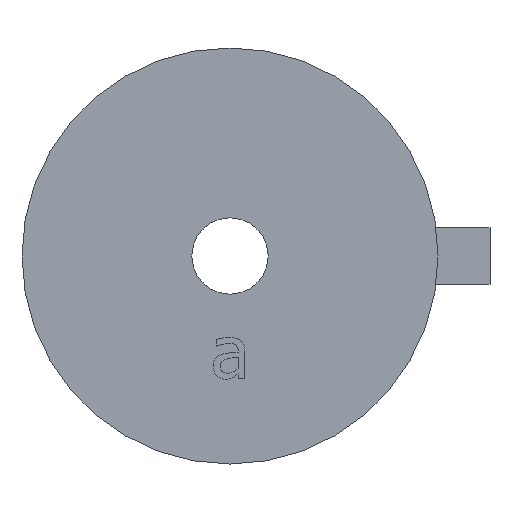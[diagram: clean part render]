
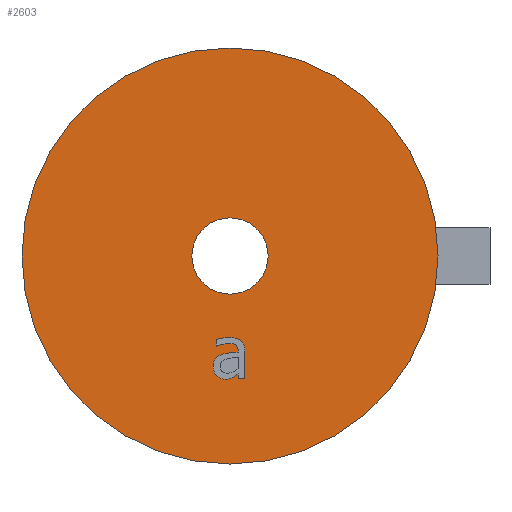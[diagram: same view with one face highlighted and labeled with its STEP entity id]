
A CAD part, front view. The second image highlights one B-rep face of the part: STEP entity #2603.
In plain terms, the highlighted planar face has unit normal (0, -1, 0).
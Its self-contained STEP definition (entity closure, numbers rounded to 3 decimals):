
#114=CIRCLE('',#2767,24.);
#115=CIRCLE('',#2768,4.4);
#253=FACE_BOUND('',#494,.T.);
#254=FACE_BOUND('',#495,.T.);
#329=FACE_OUTER_BOUND('',#493,.T.);
#493=EDGE_LOOP('',(#1968));
#494=EDGE_LOOP('',(#1969));
#495=EDGE_LOOP('',(#1970,#1971,#1972,#1973,#1974,#1975,#1976,#1977,#1978,
#1979,#1980,#1981,#1982,#1983,#1984,#1985,#1986,#1987));
#653=B_SPLINE_CURVE_WITH_KNOTS('',2,(#4187,#4188,#4189,#4190),
 .UNSPECIFIED.,.F.,.F.,(3,1,3),(0.,1.,2.),.UNSPECIFIED.);
#654=B_SPLINE_CURVE_WITH_KNOTS('',2,(#4201,#4202,#4203,#4204),
 .UNSPECIFIED.,.F.,.F.,(3,1,3),(0.,1.,2.),.UNSPECIFIED.);
#655=B_SPLINE_CURVE_WITH_KNOTS('',2,(#4215,#4216,#4217,#4218),
 .UNSPECIFIED.,.F.,.F.,(3,1,3),(0.,1.,2.),.UNSPECIFIED.);
#656=B_SPLINE_CURVE_WITH_KNOTS('',2,(#4241,#4242,#4243,#4244),
 .UNSPECIFIED.,.F.,.F.,(3,1,3),(0.,1.,2.),.UNSPECIFIED.);
#657=B_SPLINE_CURVE_WITH_KNOTS('',2,(#4255,#4256,#4257,#4258),
 .UNSPECIFIED.,.F.,.F.,(3,1,3),(0.,1.,2.),.UNSPECIFIED.);
#659=B_SPLINE_CURVE_WITH_KNOTS('',2,(#4285,#4286,#4287,#4288),
 .UNSPECIFIED.,.F.,.F.,(3,1,3),(0.,1.,2.),.UNSPECIFIED.);
#660=B_SPLINE_CURVE_WITH_KNOTS('',2,(#4299,#4300,#4301,#4302),
 .UNSPECIFIED.,.F.,.F.,(3,1,3),(0.,1.,2.),.UNSPECIFIED.);
#661=B_SPLINE_CURVE_WITH_KNOTS('',2,(#4313,#4314,#4315,#4316),
 .UNSPECIFIED.,.F.,.F.,(3,1,3),(0.,1.,2.),.UNSPECIFIED.);
#662=B_SPLINE_CURVE_WITH_KNOTS('',2,(#4327,#4328,#4329,#4330),
 .UNSPECIFIED.,.F.,.F.,(3,1,3),(0.,1.,2.),.UNSPECIFIED.);
#663=B_SPLINE_CURVE_WITH_KNOTS('',2,(#4345,#4346,#4347,#4348),
 .UNSPECIFIED.,.F.,.F.,(3,1,3),(0.,1.,2.),.UNSPECIFIED.);
#664=B_SPLINE_CURVE_WITH_KNOTS('',2,(#4359,#4360,#4361,#4362),
 .UNSPECIFIED.,.F.,.F.,(3,1,3),(0.,1.,2.),.UNSPECIFIED.);
#665=B_SPLINE_CURVE_WITH_KNOTS('',2,(#4373,#4374,#4375,#4376),
 .UNSPECIFIED.,.F.,.F.,(3,1,3),(0.,1.,2.),.UNSPECIFIED.);
#812=LINE('',#4175,#935);
#818=LINE('',#4222,#941);
#820=LINE('',#4226,#943);
#822=LINE('',#4230,#945);
#832=LINE('',#4334,#955);
#837=LINE('',#4379,#960);
#935=VECTOR('',#3084,10.);
#941=VECTOR('',#3092,10.);
#943=VECTOR('',#3096,10.);
#945=VECTOR('',#3100,10.);
#955=VECTOR('',#3114,10.);
#960=VECTOR('',#3121,10.);
#1091=VERTEX_POINT('',#4173);
#1092=VERTEX_POINT('',#4174);
#1093=VERTEX_POINT('',#4186);
#1094=VERTEX_POINT('',#4200);
#1095=VERTEX_POINT('',#4214);
#1096=VERTEX_POINT('',#4221);
#1097=VERTEX_POINT('',#4225);
#1098=VERTEX_POINT('',#4229);
#1099=VERTEX_POINT('',#4240);
#1100=VERTEX_POINT('',#4254);
#1102=VERTEX_POINT('',#4284);
#1103=VERTEX_POINT('',#4298);
#1104=VERTEX_POINT('',#4312);
#1105=VERTEX_POINT('',#4326);
#1106=VERTEX_POINT('',#4333);
#1107=VERTEX_POINT('',#4344);
#1108=VERTEX_POINT('',#4358);
#1109=VERTEX_POINT('',#4372);
#1110=VERTEX_POINT('',#4381);
#1111=VERTEX_POINT('',#4383);
#1392=EDGE_CURVE('',#1091,#1092,#812,.T.);
#1395=EDGE_CURVE('',#1092,#1093,#653,.T.);
#1397=EDGE_CURVE('',#1093,#1094,#654,.T.);
#1399=EDGE_CURVE('',#1094,#1095,#655,.T.);
#1401=EDGE_CURVE('',#1095,#1096,#818,.T.);
#1403=EDGE_CURVE('',#1096,#1097,#820,.T.);
#1405=EDGE_CURVE('',#1097,#1098,#822,.T.);
#1407=EDGE_CURVE('',#1098,#1099,#656,.T.);
#1409=EDGE_CURVE('',#1099,#1100,#657,.T.);
#1414=EDGE_CURVE('',#1100,#1102,#659,.T.);
#1416=EDGE_CURVE('',#1102,#1103,#660,.T.);
#1418=EDGE_CURVE('',#1103,#1104,#661,.T.);
#1420=EDGE_CURVE('',#1104,#1105,#662,.T.);
#1422=EDGE_CURVE('',#1105,#1106,#832,.T.);
#1424=EDGE_CURVE('',#1106,#1107,#663,.T.);
#1426=EDGE_CURVE('',#1107,#1108,#664,.T.);
#1428=EDGE_CURVE('',#1108,#1109,#665,.T.);
#1430=EDGE_CURVE('',#1109,#1091,#837,.T.);
#1431=EDGE_CURVE('',#1110,#1110,#114,.T.);
#1432=EDGE_CURVE('',#1111,#1111,#115,.T.);
#1968=ORIENTED_EDGE('',*,*,#1431,.T.);
#1969=ORIENTED_EDGE('',*,*,#1432,.T.);
#1970=ORIENTED_EDGE('',*,*,#1392,.T.);
#1971=ORIENTED_EDGE('',*,*,#1395,.T.);
#1972=ORIENTED_EDGE('',*,*,#1397,.T.);
#1973=ORIENTED_EDGE('',*,*,#1399,.T.);
#1974=ORIENTED_EDGE('',*,*,#1401,.T.);
#1975=ORIENTED_EDGE('',*,*,#1403,.T.);
#1976=ORIENTED_EDGE('',*,*,#1405,.T.);
#1977=ORIENTED_EDGE('',*,*,#1407,.T.);
#1978=ORIENTED_EDGE('',*,*,#1409,.T.);
#1979=ORIENTED_EDGE('',*,*,#1414,.T.);
#1980=ORIENTED_EDGE('',*,*,#1416,.T.);
#1981=ORIENTED_EDGE('',*,*,#1418,.T.);
#1982=ORIENTED_EDGE('',*,*,#1420,.T.);
#1983=ORIENTED_EDGE('',*,*,#1422,.T.);
#1984=ORIENTED_EDGE('',*,*,#1424,.T.);
#1985=ORIENTED_EDGE('',*,*,#1426,.T.);
#1986=ORIENTED_EDGE('',*,*,#1428,.T.);
#1987=ORIENTED_EDGE('',*,*,#1430,.T.);
#2510=PLANE('',#2766);
#2603=ADVANCED_FACE('',(#329,#253,#254),#2510,.F.);
#2766=AXIS2_PLACEMENT_3D('',#4380,#3122,#3123);
#2767=AXIS2_PLACEMENT_3D('',#4382,#3124,#3125);
#2768=AXIS2_PLACEMENT_3D('',#4384,#3126,#3127);
#3084=DIRECTION('',(0.,0.,1.));
#3092=DIRECTION('',(0.,0.,-1.));
#3096=DIRECTION('',(-1.,0.,0.));
#3100=DIRECTION('',(0.,0.,1.));
#3114=DIRECTION('',(0.,0.,1.));
#3121=DIRECTION('',(-1.,0.,0.));
#3122=DIRECTION('center_axis',(0.,1.,0.));
#3123=DIRECTION('ref_axis',(0.,0.,1.));
#3124=DIRECTION('center_axis',(0.,-1.,0.));
#3125=DIRECTION('ref_axis',(-1.,0.,0.));
#3126=DIRECTION('center_axis',(0.,1.,0.));
#3127=DIRECTION('ref_axis',(1.,0.,0.));
#4173=CARTESIAN_POINT('',(-1.573,-8.,-10.405));
#4174=CARTESIAN_POINT('',(-1.573,-8.,-9.619));
#4175=CARTESIAN_POINT('',(-1.573,-8.,-5.202));
#4186=CARTESIAN_POINT('',(-0.174,-8.,-9.411));
#4187=CARTESIAN_POINT('Ctrl Pts',(-1.573,-8.,-9.619));
#4188=CARTESIAN_POINT('Ctrl Pts',(-1.36,-8.,-9.559));
#4189=CARTESIAN_POINT('Ctrl Pts',(-0.565,-8.,-9.411));
#4190=CARTESIAN_POINT('Ctrl Pts',(-0.174,-8.,-9.411));
#4200=CARTESIAN_POINT('',(1.205,-8.,-9.752));
#4201=CARTESIAN_POINT('Ctrl Pts',(-0.174,-8.,-9.411));
#4202=CARTESIAN_POINT('Ctrl Pts',(0.3,-8.,-9.411));
#4203=CARTESIAN_POINT('Ctrl Pts',(0.948,-8.,-9.559));
#4204=CARTESIAN_POINT('Ctrl Pts',(1.205,-8.,-9.752));
#4214=CARTESIAN_POINT('',(1.704,-8.,-10.968));
#4215=CARTESIAN_POINT('Ctrl Pts',(1.205,-8.,-9.752));
#4216=CARTESIAN_POINT('Ctrl Pts',(1.457,-8.,-9.94));
#4217=CARTESIAN_POINT('Ctrl Pts',(1.704,-8.,-10.538));
#4218=CARTESIAN_POINT('Ctrl Pts',(1.704,-8.,-10.968));
#4221=CARTESIAN_POINT('',(1.704,-8.,-14.097));
#4222=CARTESIAN_POINT('',(1.704,-8.,-5.484));
#4225=CARTESIAN_POINT('',(0.933,-8.,-14.097));
#4226=CARTESIAN_POINT('',(0.852,-8.,-14.097));
#4229=CARTESIAN_POINT('',(0.933,-8.,-13.613));
#4230=CARTESIAN_POINT('',(0.933,-8.,-7.049));
#4240=CARTESIAN_POINT('',(0.375,-8.,-14.003));
#4241=CARTESIAN_POINT('Ctrl Pts',(0.933,-8.,-13.613));
#4242=CARTESIAN_POINT('Ctrl Pts',(0.839,-8.,-13.682));
#4243=CARTESIAN_POINT('Ctrl Pts',(0.523,-8.,-13.929));
#4244=CARTESIAN_POINT('Ctrl Pts',(0.375,-8.,-14.003));
#4254=CARTESIAN_POINT('',(-0.555,-8.,-14.226));
#4255=CARTESIAN_POINT('Ctrl Pts',(0.375,-8.,-14.003));
#4256=CARTESIAN_POINT('Ctrl Pts',(0.172,-8.,-14.112));
#4257=CARTESIAN_POINT('Ctrl Pts',(-0.209,-8.,
-14.226));
#4258=CARTESIAN_POINT('Ctrl Pts',(-0.555,-8.,
-14.226));
#4284=CARTESIAN_POINT('',(-1.538,-8.,-13.82));
#4285=CARTESIAN_POINT('Ctrl Pts',(-0.555,-8.,
-14.226));
#4286=CARTESIAN_POINT('Ctrl Pts',(-0.836,-8.,
-14.226));
#4287=CARTESIAN_POINT('Ctrl Pts',(-1.346,-8.,-14.013));
#4288=CARTESIAN_POINT('Ctrl Pts',(-1.538,-8.,-13.82));
#4298=CARTESIAN_POINT('',(-1.944,-8.,-12.772));
#4299=CARTESIAN_POINT('Ctrl Pts',(-1.538,-8.,-13.82));
#4300=CARTESIAN_POINT('Ctrl Pts',(-1.721,-8.,-13.633));
#4301=CARTESIAN_POINT('Ctrl Pts',(-1.944,-8.,-13.079));
#4302=CARTESIAN_POINT('Ctrl Pts',(-1.944,-8.,-12.772));
#4312=CARTESIAN_POINT('',(-1.108,-8.,-11.433));
#4313=CARTESIAN_POINT('Ctrl Pts',(-1.944,-8.,-12.772));
#4314=CARTESIAN_POINT('Ctrl Pts',(-1.944,-8.,-12.298));
#4315=CARTESIAN_POINT('Ctrl Pts',(-1.543,-8.,-11.626));
#4316=CARTESIAN_POINT('Ctrl Pts',(-1.108,-8.,-11.433));
#4326=CARTESIAN_POINT('',(0.933,-8.,-11.087));
#4327=CARTESIAN_POINT('Ctrl Pts',(-1.108,-8.,-11.433));
#4328=CARTESIAN_POINT('Ctrl Pts',(-0.723,-8.,-11.255));
#4329=CARTESIAN_POINT('Ctrl Pts',(0.325,-8.,-11.121));
#4330=CARTESIAN_POINT('Ctrl Pts',(0.933,-8.,-11.087));
#4333=CARTESIAN_POINT('',(0.933,-8.,-10.938));
#4334=CARTESIAN_POINT('',(0.933,-8.,-5.543));
#4344=CARTESIAN_POINT('',(0.622,-8.,-10.246));
#4345=CARTESIAN_POINT('Ctrl Pts',(0.933,-8.,-10.938));
#4346=CARTESIAN_POINT('Ctrl Pts',(0.933,-8.,-10.672));
#4347=CARTESIAN_POINT('Ctrl Pts',(0.77,-8.,-10.34));
#4348=CARTESIAN_POINT('Ctrl Pts',(0.622,-8.,-10.246));
#4358=CARTESIAN_POINT('',(-0.179,-8.,-10.093));
#4359=CARTESIAN_POINT('Ctrl Pts',(0.622,-8.,-10.246));
#4360=CARTESIAN_POINT('Ctrl Pts',(0.473,-8.,-10.152));
#4361=CARTESIAN_POINT('Ctrl Pts',(0.048,-8.,
-10.093));
#4362=CARTESIAN_POINT('Ctrl Pts',(-0.179,-8.,
-10.093));
#4372=CARTESIAN_POINT('',(-1.529,-8.,-10.405));
#4373=CARTESIAN_POINT('Ctrl Pts',(-0.179,-8.,-10.093));
#4374=CARTESIAN_POINT('Ctrl Pts',(-0.446,-8.,-10.093));
#4375=CARTESIAN_POINT('Ctrl Pts',(-1.168,-8.,-10.251));
#4376=CARTESIAN_POINT('Ctrl Pts',(-1.529,-8.,-10.405));
#4379=CARTESIAN_POINT('',(-0.764,-8.,-10.405));
#4380=CARTESIAN_POINT('Origin',(0.,-8.,0.));
#4381=CARTESIAN_POINT('',(24.,-8.,0.));
#4382=CARTESIAN_POINT('Origin',(0.,-8.,0.));
#4383=CARTESIAN_POINT('',(-4.4,-8.,0.));
#4384=CARTESIAN_POINT('Origin',(0.,-8.,0.));
